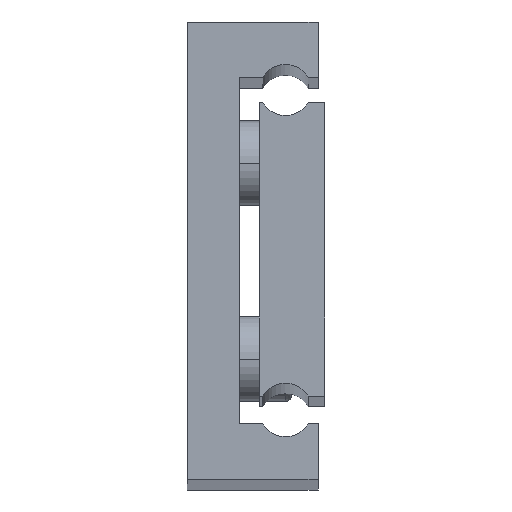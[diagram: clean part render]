
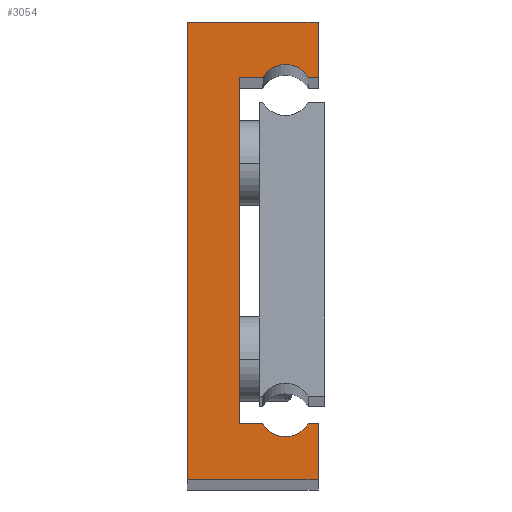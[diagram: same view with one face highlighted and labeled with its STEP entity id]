
A CAD part, top view. The second image highlights one B-rep face of the part: STEP entity #3054.
In plain terms, the highlighted planar face has unit normal (0, 0, 1).
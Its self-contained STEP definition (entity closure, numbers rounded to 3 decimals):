
#4 = LINE ( 'NONE', #1787, #2603 ) ;
#48 = VERTEX_POINT ( 'NONE', #738 ) ;
#55 = DIRECTION ( 'NONE',  ( 0., -1., 0. ) ) ;
#65 = CARTESIAN_POINT ( 'NONE',  ( 18.464, 61.5, 475. ) ) ;
#84 = CARTESIAN_POINT ( 'NONE',  ( 0., 0., 475. ) ) ;
#112 = CARTESIAN_POINT ( 'NONE',  ( 11.536, 61.5, 475. ) ) ;
#125 = PLANE ( 'NONE',  #1157 ) ;
#140 = DIRECTION ( 'NONE',  ( 1., 0., 0. ) ) ;
#147 = DIRECTION ( 'NONE',  ( 0., 0., -1. ) ) ;
#195 = AXIS2_PLACEMENT_3D ( 'NONE', #3280, #3045, #425 ) ;
#247 = CARTESIAN_POINT ( 'NONE',  ( 11.536, 61.5, 475. ) ) ;
#259 = LINE ( 'NONE', #1287, #2141 ) ;
#264 = VERTEX_POINT ( 'NONE', #112 ) ;
#299 = CIRCLE ( 'NONE', #195, 4. ) ;
#307 = DIRECTION ( 'NONE',  ( 1., 0., 0. ) ) ;
#312 = VERTEX_POINT ( 'NONE', #2236 ) ;
#356 = LINE ( 'NONE', #2413, #2262 ) ;
#373 = LINE ( 'NONE', #1970, #792 ) ;
#413 = VERTEX_POINT ( 'NONE', #2852 ) ;
#414 = CARTESIAN_POINT ( 'NONE',  ( 8., 8.5, 475. ) ) ;
#425 = DIRECTION ( 'NONE',  ( 1., 0., 0. ) ) ;
#451 = VERTEX_POINT ( 'NONE', #2531 ) ;
#463 = LINE ( 'NONE', #974, #2587 ) ;
#557 = CARTESIAN_POINT ( 'NONE',  ( 20., 8.5, 475. ) ) ;
#571 = CIRCLE ( 'NONE', #839, 4. ) ;
#666 = VERTEX_POINT ( 'NONE', #2406 ) ;
#686 = ORIENTED_EDGE ( 'NONE', *, *, #832, .T. ) ;
#700 = VERTEX_POINT ( 'NONE', #1339 ) ;
#726 = VECTOR ( 'NONE', #307, 1000. ) ;
#738 = CARTESIAN_POINT ( 'NONE',  ( 20., 70., 475. ) ) ;
#761 = EDGE_LOOP ( 'NONE', ( #2229, #1722, #2026, #1598, #1388, #1208, #686, #3005, #1400, #2753, #2982, #2293 ) ) ;
#792 = VECTOR ( 'NONE', #140, 1000. ) ;
#832 = EDGE_CURVE ( 'NONE', #3264, #312, #463, .T. ) ;
#833 = VECTOR ( 'NONE', #55, 1000. ) ;
#839 = AXIS2_PLACEMENT_3D ( 'NONE', #3270, #147, #1641 ) ;
#894 = VECTOR ( 'NONE', #1441, 1000. ) ;
#935 = DIRECTION ( 'NONE',  ( -1., 0., 0. ) ) ;
#974 = CARTESIAN_POINT ( 'NONE',  ( 8., 8.5, 475. ) ) ;
#1005 = VERTEX_POINT ( 'NONE', #65 ) ;
#1079 = LINE ( 'NONE', #2405, #726 ) ;
#1097 = VECTOR ( 'NONE', #2740, 1000. ) ;
#1120 = DIRECTION ( 'NONE',  ( -1., 0., 0. ) ) ;
#1131 = VERTEX_POINT ( 'NONE', #1268 ) ;
#1151 = VECTOR ( 'NONE', #2840, 1000. ) ;
#1157 = AXIS2_PLACEMENT_3D ( 'NONE', #1444, #3324, #935 ) ;
#1208 = ORIENTED_EDGE ( 'NONE', *, *, #2110, .T. ) ;
#1268 = CARTESIAN_POINT ( 'NONE',  ( 18.464, 8.5, 475. ) ) ;
#1287 = CARTESIAN_POINT ( 'NONE',  ( 20., 0., 475. ) ) ;
#1339 = CARTESIAN_POINT ( 'NONE',  ( 0., 0., 475. ) ) ;
#1388 = ORIENTED_EDGE ( 'NONE', *, *, #3208, .T. ) ;
#1400 = ORIENTED_EDGE ( 'NONE', *, *, #3079, .T. ) ;
#1412 = CARTESIAN_POINT ( 'NONE',  ( 20., 70., 475. ) ) ;
#1423 = FACE_OUTER_BOUND ( 'NONE', #761, .T. ) ;
#1441 = DIRECTION ( 'NONE',  ( 0., 1., 0. ) ) ;
#1444 = CARTESIAN_POINT ( 'NONE',  ( 15., 59.5, 475. ) ) ;
#1569 = EDGE_CURVE ( 'NONE', #2553, #1131, #356, .T. ) ;
#1598 = ORIENTED_EDGE ( 'NONE', *, *, #1569, .T. ) ;
#1641 = DIRECTION ( 'NONE',  ( -1., 0., 0. ) ) ;
#1722 = ORIENTED_EDGE ( 'NONE', *, *, #2959, .T. ) ;
#1787 = CARTESIAN_POINT ( 'NONE',  ( 11.536, 8.5, 475. ) ) ;
#1970 = CARTESIAN_POINT ( 'NONE',  ( 20., 61.5, 475. ) ) ;
#2026 = ORIENTED_EDGE ( 'NONE', *, *, #2621, .T. ) ;
#2110 = EDGE_CURVE ( 'NONE', #451, #3264, #4, .T. ) ;
#2141 = VECTOR ( 'NONE', #2365, 1000. ) ;
#2147 = EDGE_CURVE ( 'NONE', #413, #700, #2445, .T. ) ;
#2229 = ORIENTED_EDGE ( 'NONE', *, *, #2147, .T. ) ;
#2236 = CARTESIAN_POINT ( 'NONE',  ( 8., 61.5, 475. ) ) ;
#2262 = VECTOR ( 'NONE', #1120, 1000. ) ;
#2293 = ORIENTED_EDGE ( 'NONE', *, *, #3008, .T. ) ;
#2365 = DIRECTION ( 'NONE',  ( 0., 1., 0. ) ) ;
#2405 = CARTESIAN_POINT ( 'NONE',  ( 0., 0., 475. ) ) ;
#2406 = CARTESIAN_POINT ( 'NONE',  ( 20., 61.5, 475. ) ) ;
#2410 = VERTEX_POINT ( 'NONE', #3269 ) ;
#2413 = CARTESIAN_POINT ( 'NONE',  ( 20., 8.5, 475. ) ) ;
#2431 = LINE ( 'NONE', #3013, #1097 ) ;
#2445 = LINE ( 'NONE', #84, #833 ) ;
#2518 = DIRECTION ( 'NONE',  ( 0., 1., 0. ) ) ;
#2531 = CARTESIAN_POINT ( 'NONE',  ( 11.536, 8.5, 475. ) ) ;
#2553 = VERTEX_POINT ( 'NONE', #557 ) ;
#2587 = VECTOR ( 'NONE', #2518, 1000. ) ;
#2603 = VECTOR ( 'NONE', #2928, 1000. ) ;
#2621 = EDGE_CURVE ( 'NONE', #2410, #2553, #259, .T. ) ;
#2643 = EDGE_CURVE ( 'NONE', #666, #48, #2985, .T. ) ;
#2740 = DIRECTION ( 'NONE',  ( -1., 0., 0. ) ) ;
#2753 = ORIENTED_EDGE ( 'NONE', *, *, #3253, .T. ) ;
#2840 = DIRECTION ( 'NONE',  ( 1., 0., 0. ) ) ;
#2852 = CARTESIAN_POINT ( 'NONE',  ( 0., 70., 475. ) ) ;
#2910 = EDGE_CURVE ( 'NONE', #312, #264, #3141, .T. ) ;
#2928 = DIRECTION ( 'NONE',  ( -1., 0., 0. ) ) ;
#2959 = EDGE_CURVE ( 'NONE', #700, #2410, #1079, .T. ) ;
#2982 = ORIENTED_EDGE ( 'NONE', *, *, #2643, .T. ) ;
#2985 = LINE ( 'NONE', #1412, #894 ) ;
#3005 = ORIENTED_EDGE ( 'NONE', *, *, #2910, .T. ) ;
#3008 = EDGE_CURVE ( 'NONE', #48, #413, #2431, .T. ) ;
#3013 = CARTESIAN_POINT ( 'NONE',  ( 0., 70., 475. ) ) ;
#3045 = DIRECTION ( 'NONE',  ( 0., 0., -1. ) ) ;
#3054 = ADVANCED_FACE ( 'NONE', ( #1423 ), #125, .F. ) ;
#3079 = EDGE_CURVE ( 'NONE', #264, #1005, #571, .T. ) ;
#3141 = LINE ( 'NONE', #247, #1151 ) ;
#3208 = EDGE_CURVE ( 'NONE', #1131, #451, #299, .T. ) ;
#3253 = EDGE_CURVE ( 'NONE', #1005, #666, #373, .T. ) ;
#3264 = VERTEX_POINT ( 'NONE', #414 ) ;
#3269 = CARTESIAN_POINT ( 'NONE',  ( 20., 0., 475. ) ) ;
#3270 = CARTESIAN_POINT ( 'NONE',  ( 15., 59.5, 475. ) ) ;
#3280 = CARTESIAN_POINT ( 'NONE',  ( 15., 10.5, 475. ) ) ;
#3324 = DIRECTION ( 'NONE',  ( 0., 0., -1. ) ) ;
